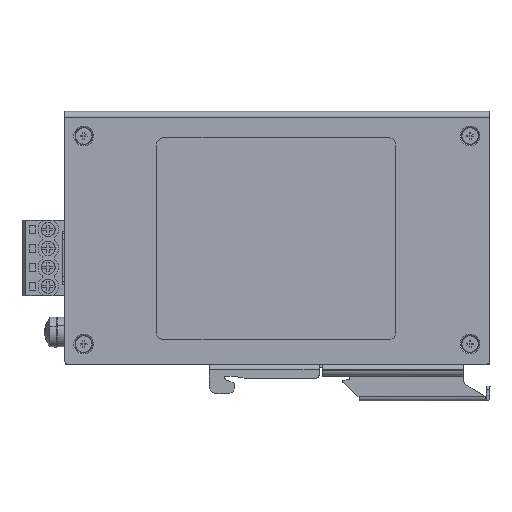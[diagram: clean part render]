
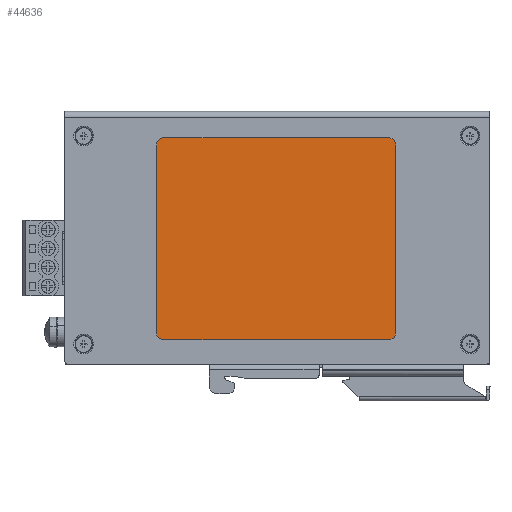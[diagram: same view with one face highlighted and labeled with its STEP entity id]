
A CAD part, left-side view. The second image highlights one B-rep face of the part: STEP entity #44636.
In plain terms, the highlighted planar face has unit normal (-1, 0, 0).
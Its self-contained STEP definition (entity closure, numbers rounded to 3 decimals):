
#6 = DIRECTION ( 'NONE',  ( 1., 0., 0. ) ) ;
#992 = CARTESIAN_POINT ( 'NONE',  ( -22.3, -31.9, 58.9 ) ) ;
#1647 = CARTESIAN_POINT ( 'NONE',  ( -22.3, -29.9, 6.5 ) ) ;
#1819 = VERTEX_POINT ( 'NONE', #992 ) ;
#2229 = EDGE_CURVE ( 'NONE', #16671, #41970, #26154, .T. ) ;
#4324 = FACE_OUTER_BOUND ( 'NONE', #29280, .T. ) ;
#6429 = DIRECTION ( 'NONE',  ( 0., 0., 1. ) ) ;
#6603 = VECTOR ( 'NONE', #12915, 1000. ) ;
#7057 = ORIENTED_EDGE ( 'NONE', *, *, #14868, .T. ) ;
#7576 = CARTESIAN_POINT ( 'NONE',  ( -22.3, -29.9, 58.9 ) ) ;
#7633 = EDGE_CURVE ( 'NONE', #41970, #24871, #34730, .T. ) ;
#8313 = DIRECTION ( 'NONE',  ( 0., 0., 1. ) ) ;
#8802 = DIRECTION ( 'NONE',  ( 0., 1., 0. ) ) ;
#10647 = CARTESIAN_POINT ( 'NONE',  ( -22.3, 32.5, 58.9 ) ) ;
#12915 = DIRECTION ( 'NONE',  ( 0., -1., 0. ) ) ;
#14250 = VERTEX_POINT ( 'NONE', #22670 ) ;
#14320 = VERTEX_POINT ( 'NONE', #40739 ) ;
#14359 = CARTESIAN_POINT ( 'NONE',  ( -22.3, 32.5, 8.5 ) ) ;
#14633 = LINE ( 'NONE', #32140, #32464 ) ;
#14868 = EDGE_CURVE ( 'NONE', #24871, #14250, #42466, .T. ) ;
#15458 = AXIS2_PLACEMENT_3D ( 'NONE', #28228, #45726, #6429 ) ;
#16492 = DIRECTION ( 'NONE',  ( 0., 0., 1. ) ) ;
#16671 = VERTEX_POINT ( 'NONE', #42338 ) ;
#16903 = AXIS2_PLACEMENT_3D ( 'NONE', #7576, #25094, #42587 ) ;
#17472 = DIRECTION ( 'NONE',  ( 0., 0., 1. ) ) ;
#17725 = AXIS2_PLACEMENT_3D ( 'NONE', #38316, #55826, #16492 ) ;
#20728 = ORIENTED_EDGE ( 'NONE', *, *, #7633, .T. ) ;
#21803 = PLANE ( 'NONE',  #44265 ) ;
#22670 = CARTESIAN_POINT ( 'NONE',  ( -22.3, -31.9, 8.5 ) ) ;
#24394 = EDGE_CURVE ( 'NONE', #56603, #16671, #53689, .T. ) ;
#24871 = VERTEX_POINT ( 'NONE', #1647 ) ;
#25094 = DIRECTION ( 'NONE',  ( -1., 0., 0. ) ) ;
#26154 = CIRCLE ( 'NONE', #33472, 2. ) ;
#26917 = ORIENTED_EDGE ( 'NONE', *, *, #2229, .T. ) ;
#27810 = EDGE_CURVE ( 'NONE', #1819, #46828, #41659, .T. ) ;
#28228 = CARTESIAN_POINT ( 'NONE',  ( -22.3, 30.5, 58.9 ) ) ;
#29280 = EDGE_LOOP ( 'NONE', ( #26917, #20728, #7057, #52004, #54666, #33580, #53315, #49079 ) ) ;
#30124 = CARTESIAN_POINT ( 'NONE',  ( -22.3, 30.5, 8.5 ) ) ;
#30614 = LINE ( 'NONE', #48103, #37813 ) ;
#30897 = CARTESIAN_POINT ( 'NONE',  ( -22.3, 30.5, 6.5 ) ) ;
#31873 = DIRECTION ( 'NONE',  ( 0., 0., -1. ) ) ;
#32140 = CARTESIAN_POINT ( 'NONE',  ( -22.3, -31.9, 58.9 ) ) ;
#32464 = VECTOR ( 'NONE', #49634, 1000. ) ;
#33472 = AXIS2_PLACEMENT_3D ( 'NONE', #30124, #47612, #8313 ) ;
#33580 = ORIENTED_EDGE ( 'NONE', *, *, #43136, .T. ) ;
#34730 = LINE ( 'NONE', #52234, #6603 ) ;
#37225 = EDGE_CURVE ( 'NONE', #14320, #56603, #40219, .T. ) ;
#37813 = VECTOR ( 'NONE', #8802, 1000. ) ;
#38316 = CARTESIAN_POINT ( 'NONE',  ( -22.3, -29.9, 8.5 ) ) ;
#39297 = CARTESIAN_POINT ( 'NONE',  ( -22.3, 43.894, -20.997 ) ) ;
#40219 = CIRCLE ( 'NONE', #15458, 2. ) ;
#40739 = CARTESIAN_POINT ( 'NONE',  ( -22.3, 30.5, 60.9 ) ) ;
#41659 = CIRCLE ( 'NONE', #16903, 2. ) ;
#41970 = VERTEX_POINT ( 'NONE', #30897 ) ;
#42338 = CARTESIAN_POINT ( 'NONE',  ( -22.3, 32.5, 8.5 ) ) ;
#42466 = CIRCLE ( 'NONE', #17725, 2. ) ;
#42587 = DIRECTION ( 'NONE',  ( 0., 0., 1. ) ) ;
#43136 = EDGE_CURVE ( 'NONE', #46828, #14320, #30614, .T. ) ;
#44265 = AXIS2_PLACEMENT_3D ( 'NONE', #39297, #6, #17472 ) ;
#44636 = ADVANCED_FACE ( 'NONE', ( #4324 ), #21803, .F. ) ;
#45723 = CARTESIAN_POINT ( 'NONE',  ( -22.3, -29.9, 60.9 ) ) ;
#45726 = DIRECTION ( 'NONE',  ( -1., 0., 0. ) ) ;
#46828 = VERTEX_POINT ( 'NONE', #45723 ) ;
#47612 = DIRECTION ( 'NONE',  ( -1., 0., 0. ) ) ;
#48103 = CARTESIAN_POINT ( 'NONE',  ( -22.3, 30.5, 60.9 ) ) ;
#49079 = ORIENTED_EDGE ( 'NONE', *, *, #24394, .T. ) ;
#49634 = DIRECTION ( 'NONE',  ( 0., 0., 1. ) ) ;
#52004 = ORIENTED_EDGE ( 'NONE', *, *, #53312, .T. ) ;
#52234 = CARTESIAN_POINT ( 'NONE',  ( -22.3, -29.9, 6.5 ) ) ;
#52831 = VECTOR ( 'NONE', #31873, 1000. ) ;
#53312 = EDGE_CURVE ( 'NONE', #14250, #1819, #14633, .T. ) ;
#53315 = ORIENTED_EDGE ( 'NONE', *, *, #37225, .T. ) ;
#53689 = LINE ( 'NONE', #14359, #52831 ) ;
#54666 = ORIENTED_EDGE ( 'NONE', *, *, #27810, .T. ) ;
#55826 = DIRECTION ( 'NONE',  ( -1., 0., 0. ) ) ;
#56603 = VERTEX_POINT ( 'NONE', #10647 ) ;
